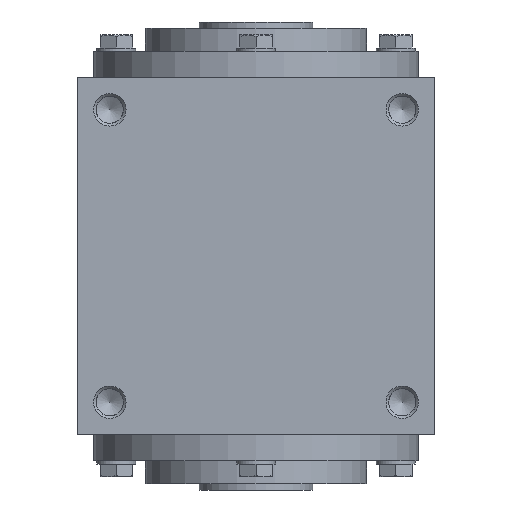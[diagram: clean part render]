
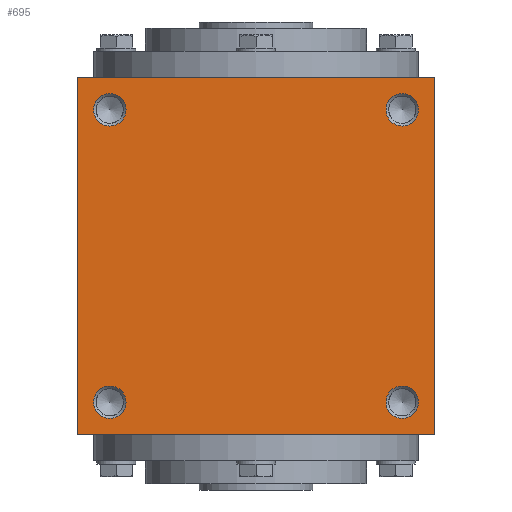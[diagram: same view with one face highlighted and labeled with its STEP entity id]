
A CAD part, left-side view. The second image highlights one B-rep face of the part: STEP entity #695.
In plain terms, the highlighted face is planar.
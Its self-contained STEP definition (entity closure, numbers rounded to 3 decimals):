
#695 = ADVANCED_FACE( '', ( #1449, #1450, #1451, #1452, #1453 ), #1454, .F. );
#1449 = FACE_BOUND( '', #2269, .T. );
#1450 = FACE_BOUND( '', #2270, .T. );
#1451 = FACE_BOUND( '', #2271, .T. );
#1452 = FACE_BOUND( '', #2272, .T. );
#1453 = FACE_OUTER_BOUND( '', #2273, .T. );
#1454 = PLANE( '', #2274 );
#2269 = EDGE_LOOP( '', ( #3739 ) );
#2270 = EDGE_LOOP( '', ( #3740 ) );
#2271 = EDGE_LOOP( '', ( #3741 ) );
#2272 = EDGE_LOOP( '', ( #3742 ) );
#2273 = EDGE_LOOP( '', ( #3743, #3744, #3745, #3746 ) );
#2274 = AXIS2_PLACEMENT_3D( '', #3747, #3748, #3749 );
#3739 = ORIENTED_EDGE( '', *, *, #4833, .F. );
#3740 = ORIENTED_EDGE( '', *, *, #4834, .T. );
#3741 = ORIENTED_EDGE( '', *, *, #4541, .F. );
#3742 = ORIENTED_EDGE( '', *, *, #4835, .T. );
#3743 = ORIENTED_EDGE( '', *, *, #4527, .F. );
#3744 = ORIENTED_EDGE( '', *, *, #4836, .F. );
#3745 = ORIENTED_EDGE( '', *, *, #4837, .F. );
#3746 = ORIENTED_EDGE( '', *, *, #4348, .F. );
#3747 = CARTESIAN_POINT( '', ( 0., 0., -55. ) );
#3748 = DIRECTION( '', ( 0., 0., 1. ) );
#3749 = DIRECTION( '', ( 1., 0., 0. ) );
#4348 = EDGE_CURVE( '', #5070, #5071, #5072, .T. );
#4527 = EDGE_CURVE( '', #5358, #5070, #5359, .T. );
#4541 = EDGE_CURVE( '', #5378, #5378, #5379, .T. );
#4833 = EDGE_CURVE( '', #5783, #5783, #5784, .T. );
#4834 = EDGE_CURVE( '', #5785, #5785, #5786, .T. );
#4835 = EDGE_CURVE( '', #5787, #5787, #5788, .T. );
#4836 = EDGE_CURVE( '', #5789, #5358, #5790, .T. );
#4837 = EDGE_CURVE( '', #5071, #5789, #5791, .T. );
#5070 = VERTEX_POINT( '', #6055 );
#5071 = VERTEX_POINT( '', #6056 );
#5072 = LINE( '', #6057, #6058 );
#5358 = VERTEX_POINT( '', #6434 );
#5359 = LINE( '', #6435, #6436 );
#5378 = VERTEX_POINT( '', #6462 );
#5379 = CIRCLE( '', #6463, 5. );
#5783 = VERTEX_POINT( '', #6971 );
#5784 = CIRCLE( '', #6972, 5. );
#5785 = VERTEX_POINT( '', #6973 );
#5786 = CIRCLE( '', #6974, 5. );
#5787 = VERTEX_POINT( '', #6975 );
#5788 = CIRCLE( '', #6976, 5. );
#5789 = VERTEX_POINT( '', #6977 );
#5790 = LINE( '', #6978, #6979 );
#5791 = LINE( '', #6980, #6981 );
#6055 = CARTESIAN_POINT( '', ( -55., -55., -55. ) );
#6056 = CARTESIAN_POINT( '', ( 55., -55., -55. ) );
#6057 = CARTESIAN_POINT( '', ( -55., -55., -55. ) );
#6058 = VECTOR( '', #7269, 1000. );
#6434 = CARTESIAN_POINT( '', ( -55., 55., -55. ) );
#6435 = CARTESIAN_POINT( '', ( -55., 55., -55. ) );
#6436 = VECTOR( '', #7536, 1000. );
#6462 = CARTESIAN_POINT( '', ( -50., -45., -55. ) );
#6463 = AXIS2_PLACEMENT_3D( '', #7557, #7558, #7559 );
#6971 = CARTESIAN_POINT( '', ( -50., 45., -55. ) );
#6972 = AXIS2_PLACEMENT_3D( '', #7998, #7999, #8000 );
#6973 = CARTESIAN_POINT( '', ( 50., 45., -55. ) );
#6974 = AXIS2_PLACEMENT_3D( '', #8001, #8002, #8003 );
#6975 = CARTESIAN_POINT( '', ( 50., -45., -55. ) );
#6976 = AXIS2_PLACEMENT_3D( '', #8004, #8005, #8006 );
#6977 = CARTESIAN_POINT( '', ( 55., 55., -55. ) );
#6978 = CARTESIAN_POINT( '', ( 55., 55., -55. ) );
#6979 = VECTOR( '', #8007, 1000. );
#6980 = CARTESIAN_POINT( '', ( 55., -55., -55. ) );
#6981 = VECTOR( '', #8008, 1000. );
#7269 = DIRECTION( '', ( 1., 0., 0. ) );
#7536 = DIRECTION( '', ( 0., -1., 0. ) );
#7557 = CARTESIAN_POINT( '', ( -45., -45., -55. ) );
#7558 = DIRECTION( '', ( 0., 0., -1. ) );
#7559 = DIRECTION( '', ( -1., 0., 0. ) );
#7998 = CARTESIAN_POINT( '', ( -45., 45., -55. ) );
#7999 = DIRECTION( '', ( 0., 0., -1. ) );
#8000 = DIRECTION( '', ( -1., 0., 0. ) );
#8001 = CARTESIAN_POINT( '', ( 45., 45., -55. ) );
#8002 = DIRECTION( '', ( 0., 0., 1. ) );
#8003 = DIRECTION( '', ( 1., 0., 0. ) );
#8004 = CARTESIAN_POINT( '', ( 45., -45., -55. ) );
#8005 = DIRECTION( '', ( 0., 0., 1. ) );
#8006 = DIRECTION( '', ( 1., 0., 0. ) );
#8007 = DIRECTION( '', ( -1., 0., 0. ) );
#8008 = DIRECTION( '', ( 0., 1., 0. ) );
